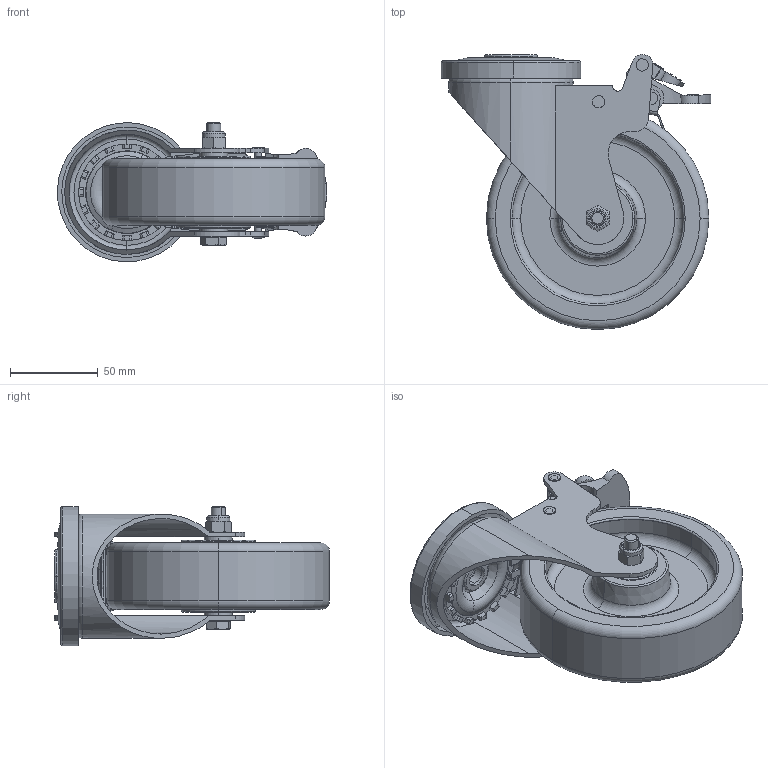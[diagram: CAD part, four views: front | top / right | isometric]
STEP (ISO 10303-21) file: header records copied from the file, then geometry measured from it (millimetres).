
FILE_DESCRIPTION (( 'STEP AP203' ), '1' );
FILE_NAME ('S5214B.STEP', '2020-02-24T02:36:37', ( '' ), ( '' ), 'SwSTEP 2.0', 'SolidWorks 2013', '' );
FILE_SCHEMA (( 'CONFIG_CONTROL_DESIGN' ));
Length unit declared in the file: millimetre
Products named in the file (1): S5214B
Bounding box: 153.71 x 157.06 x 79.73 mm (x, y, z)
Volume: 400815.8 mm3; surface area: 151221.6 mm2
Topology: 33 solids, 33 shells, 1281 faces, 3509 edges, 2277 vertices
Faces by surface type: plane 410, cylinder 327, sphere 264, torus 152, bspline 70, cone 58
Entity records: 48666 total; most frequent: CARTESIAN_POINT 17439, ORIENTED_EDGE 6806, DIRECTION 6181, EDGE_CURVE 3403, AXIS2_PLACEMENT_3D 2463, VERTEX_POINT 2217, EDGE_LOOP 1428, FACE_OUTER_BOUND 1281
